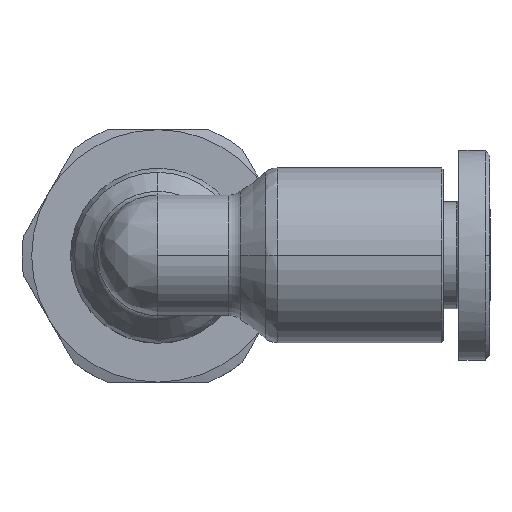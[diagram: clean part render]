
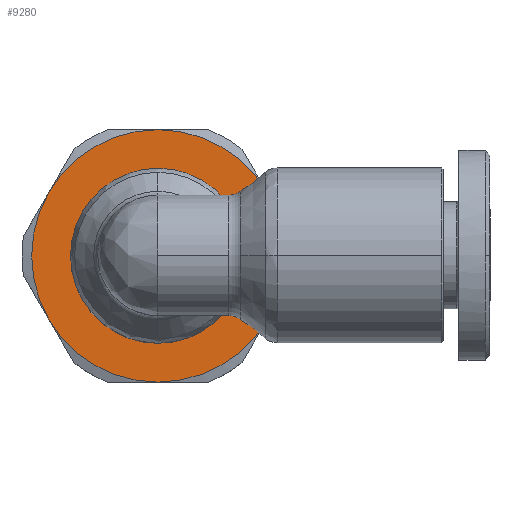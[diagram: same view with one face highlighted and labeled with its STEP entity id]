
A CAD part, top view. The second image highlights one B-rep face of the part: STEP entity #9280.
In plain terms, the highlighted planar face has unit normal (0, 0, 1).
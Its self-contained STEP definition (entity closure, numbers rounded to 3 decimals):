
#71 = ORIENTED_EDGE ( 'NONE', *, *, #7909, .T. ) ;
#336 = VERTEX_POINT ( 'NONE', #13913 ) ;
#401 = ORIENTED_EDGE ( 'NONE', *, *, #7664, .F. ) ;
#462 = DIRECTION ( 'NONE',  ( 0., 0., 1. ) ) ;
#518 = VERTEX_POINT ( 'NONE', #8729 ) ;
#525 = DIRECTION ( 'NONE',  ( -1., 0., 0. ) ) ;
#569 = CARTESIAN_POINT ( 'NONE',  ( 5.1, 0., -17.3 ) ) ;
#836 = CIRCLE ( 'NONE', #3164, 6.5 ) ;
#887 = CIRCLE ( 'NONE', #10827, 6.5 ) ;
#1260 = DIRECTION ( 'NONE',  ( 0., 0., 1. ) ) ;
#1525 = ORIENTED_EDGE ( 'NONE', *, *, #12542, .T. ) ;
#1546 = DIRECTION ( 'NONE',  ( 0., 0., 1. ) ) ;
#1703 = VERTEX_POINT ( 'NONE', #4123 ) ;
#1831 = AXIS2_PLACEMENT_3D ( 'NONE', #6641, #462, #10228 ) ;
#1891 = DIRECTION ( 'NONE',  ( 0., 0., 1. ) ) ;
#2388 = CARTESIAN_POINT ( 'NONE',  ( 5.1, 0., -17.3 ) ) ;
#2426 = CARTESIAN_POINT ( 'NONE',  ( 5.1, 0., -17.3 ) ) ;
#2582 = EDGE_CURVE ( 'NONE', #14394, #7377, #11267, .T. ) ;
#2816 = DIRECTION ( 'NONE',  ( -1., 0., 0. ) ) ;
#3164 = AXIS2_PLACEMENT_3D ( 'NONE', #4134, #5255, #5304 ) ;
#3232 = AXIS2_PLACEMENT_3D ( 'NONE', #8841, #1546, #15039 ) ;
#3537 = EDGE_CURVE ( 'NONE', #336, #15731, #887, .T. ) ;
#3714 = CARTESIAN_POINT ( 'NONE',  ( 5.1, 4.5, -17.3 ) ) ;
#4123 = CARTESIAN_POINT ( 'NONE',  ( 5.1, 6.5, -17.3 ) ) ;
#4134 = CARTESIAN_POINT ( 'NONE',  ( 5.1, 0., -17.3 ) ) ;
#4509 = AXIS2_PLACEMENT_3D ( 'NONE', #10142, #10037, #2816 ) ;
#4886 = DIRECTION ( 'NONE',  ( 0., 0., 1. ) ) ;
#4994 = ORIENTED_EDGE ( 'NONE', *, *, #3537, .T. ) ;
#5021 = ORIENTED_EDGE ( 'NONE', *, *, #11472, .T. ) ;
#5089 = EDGE_CURVE ( 'NONE', #9848, #14010, #836, .T. ) ;
#5220 = FACE_BOUND ( 'NONE', #11747, .T. ) ;
#5255 = DIRECTION ( 'NONE',  ( 0., 0., 1. ) ) ;
#5304 = DIRECTION ( 'NONE',  ( -1., 0., 0. ) ) ;
#6641 = CARTESIAN_POINT ( 'NONE',  ( 5.1, 0., -17.3 ) ) ;
#6834 = CIRCLE ( 'NONE', #9653, 6.5 ) ;
#7107 = CIRCLE ( 'NONE', #4509, 6.5 ) ;
#7209 = CIRCLE ( 'NONE', #15614, 6.5 ) ;
#7377 = VERTEX_POINT ( 'NONE', #3714 ) ;
#7664 = EDGE_CURVE ( 'NONE', #7377, #14394, #11632, .T. ) ;
#7891 = PLANE ( 'NONE',  #9203 ) ;
#7909 = EDGE_CURVE ( 'NONE', #518, #9848, #7209, .T. ) ;
#7915 = CIRCLE ( 'NONE', #8695, 6.5 ) ;
#8648 = DIRECTION ( 'NONE',  ( -1., 0., 0. ) ) ;
#8695 = AXIS2_PLACEMENT_3D ( 'NONE', #569, #9092, #525 ) ;
#8729 = CARTESIAN_POINT ( 'NONE',  ( -1.4, 0., -17.3 ) ) ;
#8841 = CARTESIAN_POINT ( 'NONE',  ( 5.1, 0., -17.3 ) ) ;
#8844 = EDGE_CURVE ( 'NONE', #1703, #8925, #7915, .T. ) ;
#8923 = CARTESIAN_POINT ( 'NONE',  ( 5.1, -6.5, -17.3 ) ) ;
#8925 = VERTEX_POINT ( 'NONE', #13200 ) ;
#9055 = CARTESIAN_POINT ( 'NONE',  ( 5.1, 2.8, -17.3 ) ) ;
#9092 = DIRECTION ( 'NONE',  ( 0., 0., 1. ) ) ;
#9110 = DIRECTION ( 'NONE',  ( 0., 0., 1. ) ) ;
#9203 = AXIS2_PLACEMENT_3D ( 'NONE', #9055, #9110, #10308 ) ;
#9280 = ADVANCED_FACE ( 'NONE', ( #5220, #13437 ), #7891, .T. ) ;
#9410 = ORIENTED_EDGE ( 'NONE', *, *, #9549, .T. ) ;
#9549 = EDGE_CURVE ( 'NONE', #8925, #518, #7107, .T. ) ;
#9653 = AXIS2_PLACEMENT_3D ( 'NONE', #15644, #4886, #13378 ) ;
#9848 = VERTEX_POINT ( 'NONE', #12950 ) ;
#10037 = DIRECTION ( 'NONE',  ( 0., 0., 1. ) ) ;
#10142 = CARTESIAN_POINT ( 'NONE',  ( 5.1, 0., -17.3 ) ) ;
#10228 = DIRECTION ( 'NONE',  ( 0., -1., 0. ) ) ;
#10308 = DIRECTION ( 'NONE',  ( 1., 0., 0. ) ) ;
#10827 = AXIS2_PLACEMENT_3D ( 'NONE', #2388, #1260, #13474 ) ;
#11267 = CIRCLE ( 'NONE', #3232, 4.5 ) ;
#11472 = EDGE_CURVE ( 'NONE', #15731, #1703, #6834, .T. ) ;
#11632 = CIRCLE ( 'NONE', #1831, 4.5 ) ;
#11747 = EDGE_LOOP ( 'NONE', ( #13960, #401 ) ) ;
#12322 = ORIENTED_EDGE ( 'NONE', *, *, #5089, .T. ) ;
#12542 = EDGE_CURVE ( 'NONE', #14010, #336, #13545, .T. ) ;
#12925 = CARTESIAN_POINT ( 'NONE',  ( 5.1, -4.5, -17.3 ) ) ;
#12950 = CARTESIAN_POINT ( 'NONE',  ( -0.529, -3.25, -17.3 ) ) ;
#13045 = DIRECTION ( 'NONE',  ( -1., 0., 0. ) ) ;
#13200 = CARTESIAN_POINT ( 'NONE',  ( -0.529, 3.25, -17.3 ) ) ;
#13378 = DIRECTION ( 'NONE',  ( -1., 0., 0. ) ) ;
#13437 = FACE_OUTER_BOUND ( 'NONE', #15715, .T. ) ;
#13469 = DIRECTION ( 'NONE',  ( 0., 0., 1. ) ) ;
#13474 = DIRECTION ( 'NONE',  ( -1., 0., 0. ) ) ;
#13545 = CIRCLE ( 'NONE', #14982, 6.5 ) ;
#13583 = CARTESIAN_POINT ( 'NONE',  ( 5.1, 0., -17.3 ) ) ;
#13913 = CARTESIAN_POINT ( 'NONE',  ( 10.729, -3.25, -17.3 ) ) ;
#13960 = ORIENTED_EDGE ( 'NONE', *, *, #2582, .F. ) ;
#14010 = VERTEX_POINT ( 'NONE', #8923 ) ;
#14238 = CARTESIAN_POINT ( 'NONE',  ( 10.729, 3.25, -17.3 ) ) ;
#14394 = VERTEX_POINT ( 'NONE', #12925 ) ;
#14982 = AXIS2_PLACEMENT_3D ( 'NONE', #13583, #1891, #13045 ) ;
#15039 = DIRECTION ( 'NONE',  ( 0., -1., 0. ) ) ;
#15614 = AXIS2_PLACEMENT_3D ( 'NONE', #2426, #13469, #8648 ) ;
#15644 = CARTESIAN_POINT ( 'NONE',  ( 5.1, 0., -17.3 ) ) ;
#15715 = EDGE_LOOP ( 'NONE', ( #15795, #9410, #71, #12322, #1525, #4994, #5021 ) ) ;
#15731 = VERTEX_POINT ( 'NONE', #14238 ) ;
#15795 = ORIENTED_EDGE ( 'NONE', *, *, #8844, .T. ) ;
